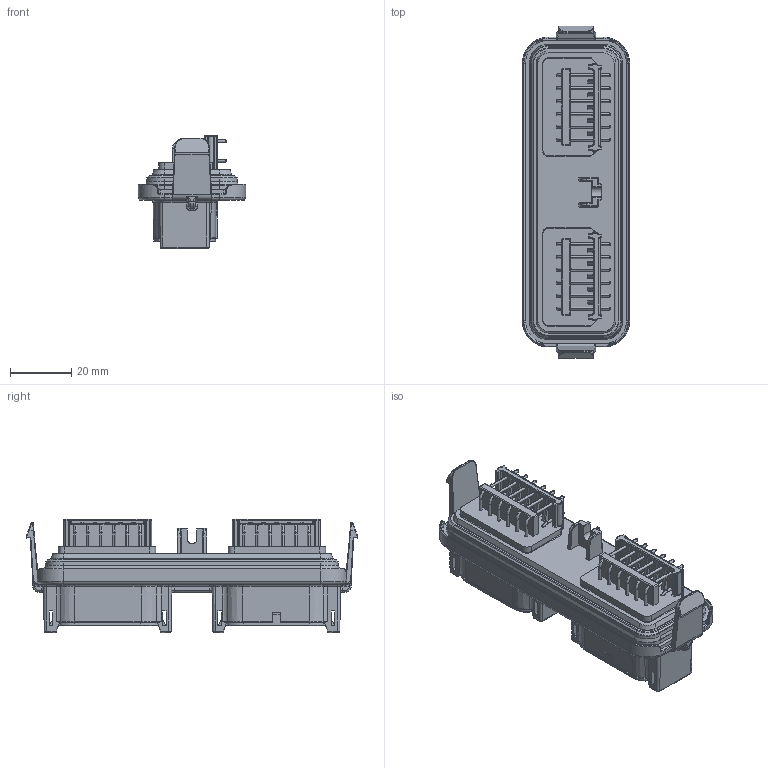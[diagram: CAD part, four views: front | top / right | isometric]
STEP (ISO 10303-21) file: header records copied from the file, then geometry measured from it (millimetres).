
FILE_DESCRIPTION((''),'2;1');
FILE_NAME('PL000622','2018-08-07T',('sullen.zhang'),(''),'PRO/ENGINEER BY PARAMETRIC TECHNOLOGY CORPORATION, 2016360','PRO/ENGINEER BY PARAMETRIC TECHNOLOGY CORPORATION, 2016360','');
FILE_SCHEMA(('CONFIG_CONTROL_DESIGN'));
Products named in the file (1): PL000622
Bounding box: 35 x 108.3 x 36.9 mm (x, y, z)
Volume: 41321 mm3; surface area: 23662.1 mm2
Topology: 1 solids, 1 shells, 2488 faces, 6481 edges, 4010 vertices
Faces by surface type: plane 800, cylinder 652, extrusion 426, torus 244, cone 152, bspline 118, sphere 96
Entity records: 83500 total; most frequent: CARTESIAN_POINT 24683, ORIENTED_EDGE 12866, DIRECTION 11077, EDGE_CURVE 6433, VERTEX_POINT 4010, AXIS2_PLACEMENT_3D 3727, VECTOR 3623, LINE 3197
